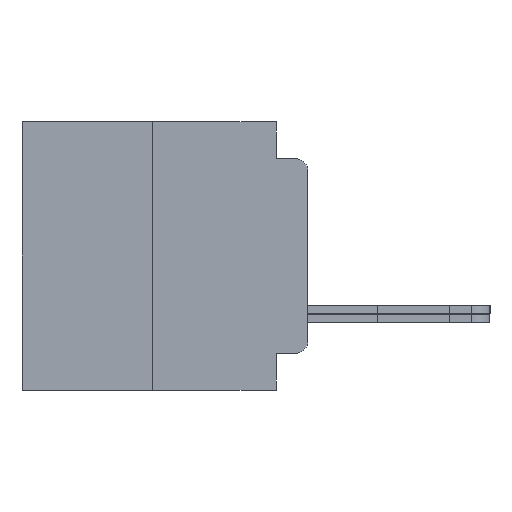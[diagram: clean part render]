
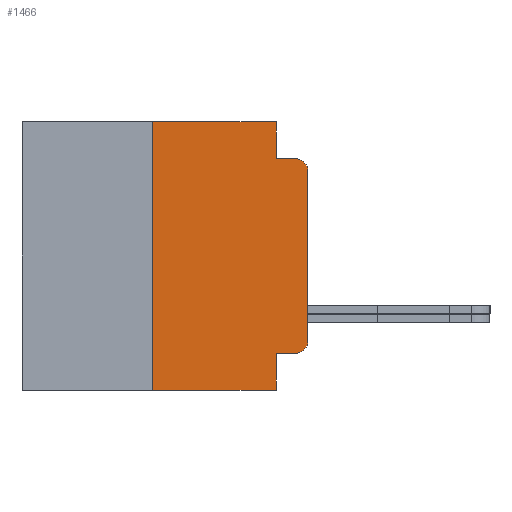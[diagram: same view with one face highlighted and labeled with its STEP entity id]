
A CAD part, left-side view. The second image highlights one B-rep face of the part: STEP entity #1466.
In plain terms, the highlighted planar face has unit normal (-1, 0, 0).
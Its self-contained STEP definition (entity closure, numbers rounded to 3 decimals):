
#107 = ORIENTED_EDGE ( 'NONE', *, *, #23451, .T. ) ;
#242 = EDGE_CURVE ( 'NONE', #12058, #700, #19973, .T. ) ;
#587 = CARTESIAN_POINT ( 'NONE',  ( -75.603, 6.35, 5.486 ) ) ;
#632 = LINE ( 'NONE', #10382, #18280 ) ;
#700 = VERTEX_POINT ( 'NONE', #21505 ) ;
#952 = LINE ( 'NONE', #12707, #13283 ) ;
#990 = CARTESIAN_POINT ( 'NONE',  ( -75.603, 11.684, 5.486 ) ) ;
#1258 = ORIENTED_EDGE ( 'NONE', *, *, #10706, .F. ) ;
#1383 = VERTEX_POINT ( 'NONE', #8702 ) ;
#1429 = VECTOR ( 'NONE', #23491, 1000. ) ;
#1466 = ADVANCED_FACE ( 'NONE', ( #14228 ), #22116, .F. ) ;
#1521 = VERTEX_POINT ( 'NONE', #7099 ) ;
#1626 = ORIENTED_EDGE ( 'NONE', *, *, #19422, .T. ) ;
#1762 = VERTEX_POINT ( 'NONE', #10347 ) ;
#2903 = CIRCLE ( 'NONE', #8817, 0.508 ) ;
#3207 = DIRECTION ( 'NONE',  ( 0., 0., 1. ) ) ;
#3700 = VECTOR ( 'NONE', #27354, 1000. ) ;
#4605 = EDGE_CURVE ( 'NONE', #1383, #1762, #25169, .T. ) ;
#5090 = LINE ( 'NONE', #16846, #3700 ) ;
#5152 = DIRECTION ( 'NONE',  ( 1., 0., 0. ) ) ;
#5382 = CARTESIAN_POINT ( 'NONE',  ( -75.603, 1.295, 3.975 ) ) ;
#6622 = EDGE_CURVE ( 'NONE', #700, #21931, #15078, .T. ) ;
#6742 = DIRECTION ( 'NONE',  ( 0., 0., -1. ) ) ;
#6989 = LINE ( 'NONE', #27608, #11581 ) ;
#7099 = CARTESIAN_POINT ( 'NONE',  ( -75.603, 1.295, -5.486 ) ) ;
#7683 = CARTESIAN_POINT ( 'NONE',  ( -75.603, 0., -3.467 ) ) ;
#8209 = DIRECTION ( 'NONE',  ( -1., 0., 0. ) ) ;
#8422 = CARTESIAN_POINT ( 'NONE',  ( -75.603, 1.295, -3.975 ) ) ;
#8483 = CARTESIAN_POINT ( 'NONE',  ( -75.603, 0.508, -3.975 ) ) ;
#8702 = CARTESIAN_POINT ( 'NONE',  ( -75.603, 0., 3.467 ) ) ;
#8817 = AXIS2_PLACEMENT_3D ( 'NONE', #10440, #8209, #22940 ) ;
#9505 = LINE ( 'NONE', #20176, #10839 ) ;
#10152 = VERTEX_POINT ( 'NONE', #8422 ) ;
#10345 = EDGE_CURVE ( 'NONE', #10152, #1521, #9505, .T. ) ;
#10347 = CARTESIAN_POINT ( 'NONE',  ( -75.603, 0.508, 3.975 ) ) ;
#10382 = CARTESIAN_POINT ( 'NONE',  ( -75.603, 1.295, -3.975 ) ) ;
#10440 = CARTESIAN_POINT ( 'NONE',  ( -75.603, 0.508, -3.467 ) ) ;
#10706 = EDGE_CURVE ( 'NONE', #21931, #1762, #6989, .T. ) ;
#10839 = VECTOR ( 'NONE', #6742, 1000. ) ;
#11210 = DIRECTION ( 'NONE',  ( 0., -1., 0. ) ) ;
#11237 = VECTOR ( 'NONE', #3207, 1000. ) ;
#11534 = AXIS2_PLACEMENT_3D ( 'NONE', #15348, #26065, #13653 ) ;
#11581 = VECTOR ( 'NONE', #21366, 1000. ) ;
#11719 = VERTEX_POINT ( 'NONE', #16565 ) ;
#12058 = VERTEX_POINT ( 'NONE', #587 ) ;
#12230 = VERTEX_POINT ( 'NONE', #8483 ) ;
#12322 = ORIENTED_EDGE ( 'NONE', *, *, #242, .F. ) ;
#12707 = CARTESIAN_POINT ( 'NONE',  ( -75.603, 6.35, -5.486 ) ) ;
#13283 = VECTOR ( 'NONE', #25675, 1000. ) ;
#13653 = DIRECTION ( 'NONE',  ( 0., 0., -1. ) ) ;
#14228 = FACE_OUTER_BOUND ( 'NONE', #17889, .T. ) ;
#15078 = LINE ( 'NONE', #17276, #1429 ) ;
#15310 = VECTOR ( 'NONE', #11210, 1000. ) ;
#15348 = CARTESIAN_POINT ( 'NONE',  ( -75.603, 0.508, 3.467 ) ) ;
#15349 = ORIENTED_EDGE ( 'NONE', *, *, #19263, .T. ) ;
#15471 = ORIENTED_EDGE ( 'NONE', *, *, #18926, .F. ) ;
#16565 = CARTESIAN_POINT ( 'NONE',  ( -75.603, 6.35, -5.486 ) ) ;
#16577 = ORIENTED_EDGE ( 'NONE', *, *, #6622, .F. ) ;
#16652 = AXIS2_PLACEMENT_3D ( 'NONE', #990, #5152, #21846 ) ;
#16846 = CARTESIAN_POINT ( 'NONE',  ( -75.603, 11.684, -5.486 ) ) ;
#17276 = CARTESIAN_POINT ( 'NONE',  ( -75.603, 1.295, 0. ) ) ;
#17889 = EDGE_LOOP ( 'NONE', ( #27596, #1626, #15349, #20140, #1258, #16577, #12322, #15471, #107, #20054 ) ) ;
#18280 = VECTOR ( 'NONE', #25211, 1000. ) ;
#18848 = EDGE_CURVE ( 'NONE', #10152, #12230, #632, .T. ) ;
#18926 = EDGE_CURVE ( 'NONE', #11719, #12058, #952, .T. ) ;
#19263 = EDGE_CURVE ( 'NONE', #20497, #1383, #21913, .T. ) ;
#19422 = EDGE_CURVE ( 'NONE', #12230, #20497, #2903, .T. ) ;
#19798 = CARTESIAN_POINT ( 'NONE',  ( -75.603, 11.684, 5.486 ) ) ;
#19973 = LINE ( 'NONE', #19798, #15310 ) ;
#20054 = ORIENTED_EDGE ( 'NONE', *, *, #10345, .F. ) ;
#20140 = ORIENTED_EDGE ( 'NONE', *, *, #4605, .T. ) ;
#20159 = CARTESIAN_POINT ( 'NONE',  ( -75.603, 0., 5.486 ) ) ;
#20176 = CARTESIAN_POINT ( 'NONE',  ( -75.603, 1.295, 0. ) ) ;
#20497 = VERTEX_POINT ( 'NONE', #7683 ) ;
#21366 = DIRECTION ( 'NONE',  ( 0., -1., 0. ) ) ;
#21505 = CARTESIAN_POINT ( 'NONE',  ( -75.603, 1.295, 5.486 ) ) ;
#21846 = DIRECTION ( 'NONE',  ( 0., 0., -1. ) ) ;
#21913 = LINE ( 'NONE', #20159, #11237 ) ;
#21931 = VERTEX_POINT ( 'NONE', #5382 ) ;
#22116 = PLANE ( 'NONE',  #16652 ) ;
#22940 = DIRECTION ( 'NONE',  ( 0., 0., -1. ) ) ;
#23451 = EDGE_CURVE ( 'NONE', #11719, #1521, #5090, .T. ) ;
#23491 = DIRECTION ( 'NONE',  ( 0., 0., -1. ) ) ;
#25169 = CIRCLE ( 'NONE', #11534, 0.508 ) ;
#25211 = DIRECTION ( 'NONE',  ( 0., -1., 0. ) ) ;
#25675 = DIRECTION ( 'NONE',  ( 0., 0., 1. ) ) ;
#26065 = DIRECTION ( 'NONE',  ( -1., 0., 0. ) ) ;
#27354 = DIRECTION ( 'NONE',  ( 0., -1., 0. ) ) ;
#27596 = ORIENTED_EDGE ( 'NONE', *, *, #18848, .T. ) ;
#27608 = CARTESIAN_POINT ( 'NONE',  ( -75.603, 1.295, 3.975 ) ) ;
